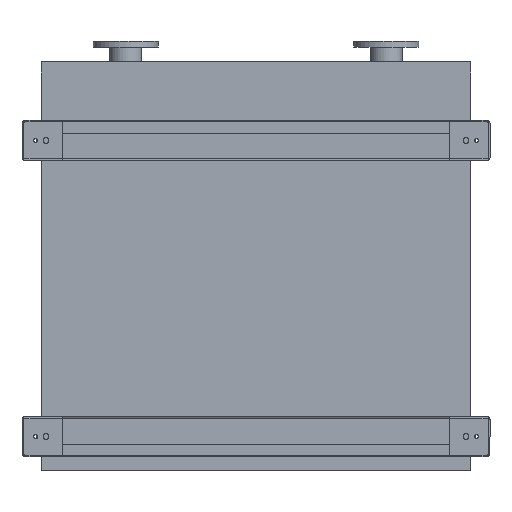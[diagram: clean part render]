
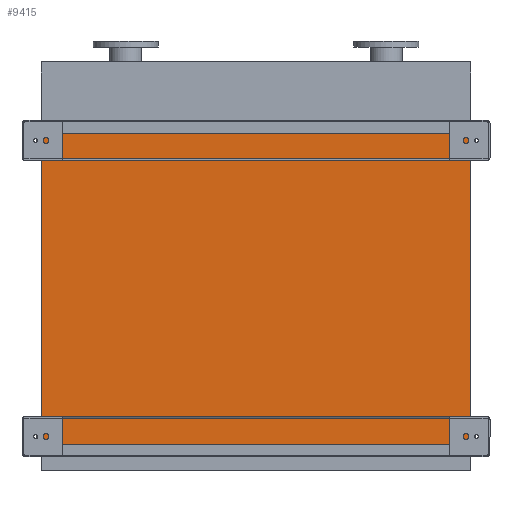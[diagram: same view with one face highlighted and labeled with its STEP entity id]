
A CAD part, front view. The second image highlights one B-rep face of the part: STEP entity #9415.
In plain terms, the highlighted planar face has unit normal (0, -1, 0).
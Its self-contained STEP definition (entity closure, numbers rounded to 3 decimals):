
#826 = DIRECTION ( 'NONE',  ( 0., 0., 1. ) ) ;
#1345 = DIRECTION ( 'NONE',  ( 1., 0., 0. ) ) ;
#1614 = VECTOR ( 'NONE', #1345, 1000. ) ;
#1829 = LINE ( 'NONE', #18843, #10787 ) ;
#1915 = LINE ( 'NONE', #17304, #15059 ) ;
#1967 = ORIENTED_EDGE ( 'NONE', *, *, #20482, .T. ) ;
#2214 = CARTESIAN_POINT ( 'NONE',  ( -725., 0., -1050. ) ) ;
#2500 = VERTEX_POINT ( 'NONE', #10621 ) ;
#3620 = ORIENTED_EDGE ( 'NONE', *, *, #21046, .F. ) ;
#4004 = LINE ( 'NONE', #6213, #8737 ) ;
#4811 = FACE_OUTER_BOUND ( 'NONE', #16873, .T. ) ;
#4866 = DIRECTION ( 'NONE',  ( 0., 0., 1. ) ) ;
#4947 = DIRECTION ( 'NONE',  ( 0., 0., -1. ) ) ;
#5559 = VERTEX_POINT ( 'NONE', #6802 ) ;
#6213 = CARTESIAN_POINT ( 'NONE',  ( -725., 0., -1050. ) ) ;
#6357 = LINE ( 'NONE', #8456, #1614 ) ;
#6802 = CARTESIAN_POINT ( 'NONE',  ( 725., 0., 0. ) ) ;
#8266 = DIRECTION ( 'NONE',  ( 1., 0., 0. ) ) ;
#8456 = CARTESIAN_POINT ( 'NONE',  ( -725., 0., -1050. ) ) ;
#8459 = CARTESIAN_POINT ( 'NONE',  ( -725., 0., -1050. ) ) ;
#8737 = VECTOR ( 'NONE', #826, 1000. ) ;
#8744 = EDGE_CURVE ( 'NONE', #15357, #2500, #4004, .T. ) ;
#9415 = ADVANCED_FACE ( 'NONE', ( #4811 ), #13881, .T. ) ;
#10621 = CARTESIAN_POINT ( 'NONE',  ( -725., 0., 0. ) ) ;
#10787 = VECTOR ( 'NONE', #8266, 1000. ) ;
#11875 = AXIS2_PLACEMENT_3D ( 'NONE', #8459, #15624, #4947 ) ;
#11918 = ORIENTED_EDGE ( 'NONE', *, *, #8744, .F. ) ;
#13881 = PLANE ( 'NONE',  #11875 ) ;
#15059 = VECTOR ( 'NONE', #4866, 1000. ) ;
#15357 = VERTEX_POINT ( 'NONE', #2214 ) ;
#15624 = DIRECTION ( 'NONE',  ( 0., -1., 0. ) ) ;
#15964 = ORIENTED_EDGE ( 'NONE', *, *, #19673, .T. ) ;
#16873 = EDGE_LOOP ( 'NONE', ( #3620, #11918, #1967, #15964 ) ) ;
#17304 = CARTESIAN_POINT ( 'NONE',  ( 725., 0., -1050. ) ) ;
#18347 = VERTEX_POINT ( 'NONE', #20506 ) ;
#18843 = CARTESIAN_POINT ( 'NONE',  ( -725., 0., 0. ) ) ;
#19673 = EDGE_CURVE ( 'NONE', #18347, #5559, #1915, .T. ) ;
#20482 = EDGE_CURVE ( 'NONE', #15357, #18347, #6357, .T. ) ;
#20506 = CARTESIAN_POINT ( 'NONE',  ( 725., 0., -1050. ) ) ;
#21046 = EDGE_CURVE ( 'NONE', #2500, #5559, #1829, .T. ) ;
